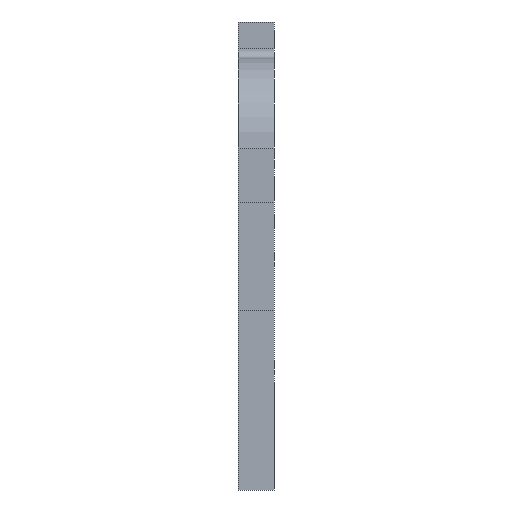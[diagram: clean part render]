
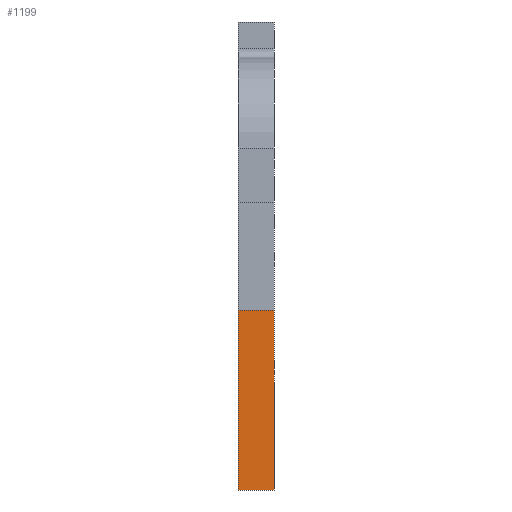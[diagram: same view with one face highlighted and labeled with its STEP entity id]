
A CAD part, front view. The second image highlights one B-rep face of the part: STEP entity #1199.
In plain terms, the highlighted planar face has unit normal (0, -1, 0).
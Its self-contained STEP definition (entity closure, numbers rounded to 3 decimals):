
#80=PLANE('',#1318);
#135=FACE_OUTER_BOUND('',#212,.T.);
#212=EDGE_LOOP('',(#1039,#1040,#1041,#1042));
#261=LINE('',#1737,#376);
#343=LINE('',#1963,#458);
#344=LINE('',#1966,#459);
#345=LINE('',#1967,#460);
#376=VECTOR('',#1403,10.);
#458=VECTOR('',#1625,10.);
#459=VECTOR('',#1628,10.);
#460=VECTOR('',#1629,10.);
#549=VERTEX_POINT('',#1734);
#550=VERTEX_POINT('',#1736);
#624=VERTEX_POINT('',#1961);
#625=VERTEX_POINT('',#1965);
#667=EDGE_CURVE('',#549,#550,#261,.T.);
#781=EDGE_CURVE('',#549,#624,#343,.T.);
#782=EDGE_CURVE('',#625,#624,#344,.T.);
#783=EDGE_CURVE('',#550,#625,#345,.T.);
#1039=ORIENTED_EDGE('',*,*,#667,.F.);
#1040=ORIENTED_EDGE('',*,*,#781,.T.);
#1041=ORIENTED_EDGE('',*,*,#782,.F.);
#1042=ORIENTED_EDGE('',*,*,#783,.F.);
#1199=ADVANCED_FACE('',(#135),#80,.T.);
#1318=AXIS2_PLACEMENT_3D('',#1964,#1626,#1627);
#1403=DIRECTION('',(0.,0.,1.));
#1625=DIRECTION('',(1.,0.,0.));
#1626=DIRECTION('center_axis',(0.,-1.,0.));
#1627=DIRECTION('ref_axis',(0.,0.,-1.));
#1628=DIRECTION('',(0.,0.,-1.));
#1629=DIRECTION('',(1.,0.,0.));
#1734=CARTESIAN_POINT('',(0.,-300.,-20.));
#1736=CARTESIAN_POINT('',(0.,-300.,30.));
#1737=CARTESIAN_POINT('',(0.,-300.,0.));
#1961=CARTESIAN_POINT('',(10.,-300.,-20.));
#1963=CARTESIAN_POINT('',(0.,-300.,-20.));
#1964=CARTESIAN_POINT('Origin',(0.,-300.,30.));
#1965=CARTESIAN_POINT('',(10.,-300.,30.));
#1966=CARTESIAN_POINT('',(10.,-300.,0.));
#1967=CARTESIAN_POINT('',(0.,-300.,30.));
